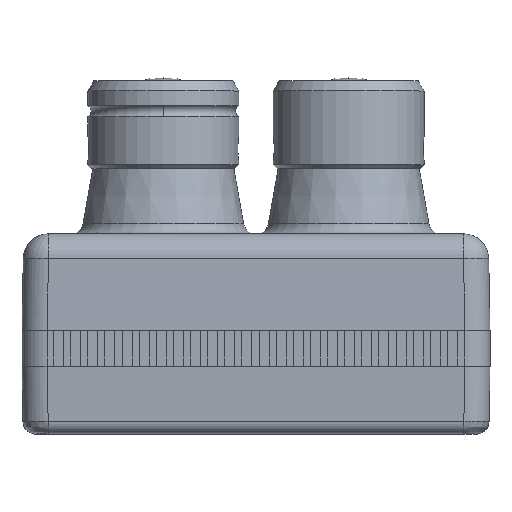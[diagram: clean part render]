
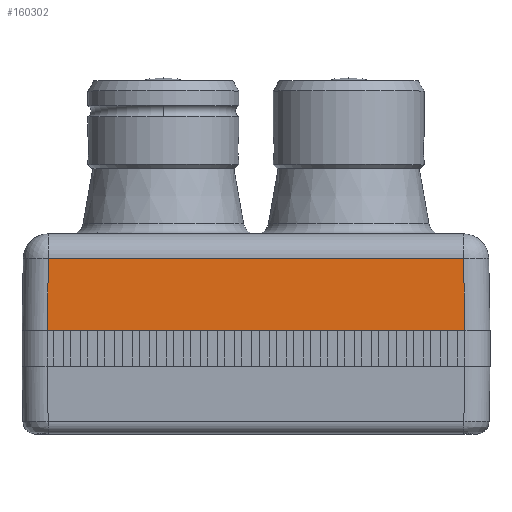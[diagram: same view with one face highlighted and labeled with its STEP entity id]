
A CAD part, top view. The second image highlights one B-rep face of the part: STEP entity #160302.
In plain terms, the highlighted planar face has unit normal (0, 0.018, 1).
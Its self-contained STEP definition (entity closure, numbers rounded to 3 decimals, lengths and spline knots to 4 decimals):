
#153081=CARTESIAN_POINT('',(-1.0365,-0.185,0.807));
#153097=DIRECTION('',(1.,0.,0.));
#153098=VECTOR('',#153097,2.073);
#153099=CARTESIAN_POINT('',(-1.0365,-0.185,0.807));
#153100=LINE('',#153099,#153098);
#153115=CARTESIAN_POINT('',(1.0365,-0.185,0.807));
#153411=DIRECTION('',(1.,0.,0.));
#153412=VECTOR('',#153411,2.0606);
#153413=CARTESIAN_POINT('',(-1.0303,0.1722,
0.8008));
#153414=LINE('',#153413,#153412);
#153415=DIRECTION('',(-0.017,1.,-0.017));
#153416=VECTOR('',#153415,0.3573);
#153417=CARTESIAN_POINT('',(1.0365,-0.185,0.807));
#153418=LINE('',#153417,#153416);
#153419=DIRECTION('',(0.017,1.,-0.017));
#153420=VECTOR('',#153419,0.3573);
#153421=CARTESIAN_POINT('',(-1.0365,-0.185,0.807));
#153422=LINE('',#153421,#153420);
#159188=VERTEX_POINT('',#153081);
#159193=VERTEX_POINT('',#153115);
#159195=CARTESIAN_POINT('',(-1.0303,0.1722,
0.8008));
#159197=VERTEX_POINT('',#159195);
#159198=CARTESIAN_POINT('',(1.0303,0.1722,
0.8008));
#159199=VERTEX_POINT('',#159198);
#160288=CARTESIAN_POINT('',(0.,0.055,0.8028));
#160289=DIRECTION('',(0.,0.017,1.));
#160290=DIRECTION('',(0.,-1.,0.017));
#160291=AXIS2_PLACEMENT_3D('',#160288,#160289,#160290);
#160292=PLANE('',#160291);
#160294=ORIENTED_EDGE('',*,*,#160293,.T.);
#160296=ORIENTED_EDGE('',*,*,#160295,.F.);
#160297=ORIENTED_EDGE('',*,*,#160129,.F.);
#160299=ORIENTED_EDGE('',*,*,#160298,.T.);
#160300=EDGE_LOOP('',(#160294,#160296,#160297,#160299));
#160301=FACE_OUTER_BOUND('',#160300,.F.);
#160302=ADVANCED_FACE('',(#160301),#160292,.T.);
#160129=EDGE_CURVE('',#159188,#159193,#153100,.T.);
#160293=EDGE_CURVE('',#159197,#159199,#153414,.T.);
#160295=EDGE_CURVE('',#159193,#159199,#153418,.T.);
#160298=EDGE_CURVE('',#159188,#159197,#153422,.T.);
